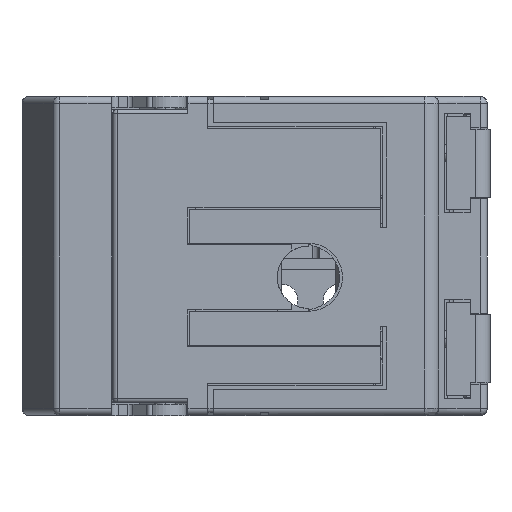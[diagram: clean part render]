
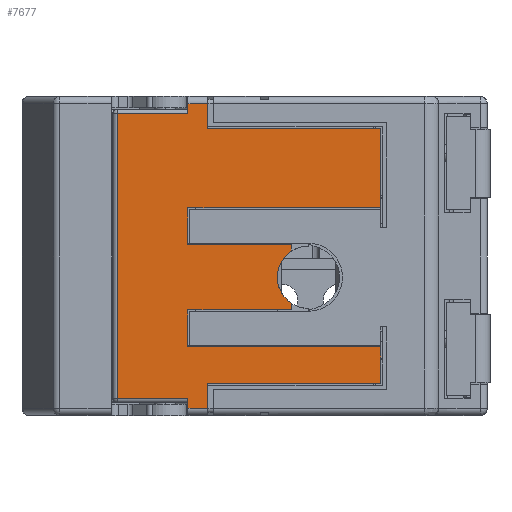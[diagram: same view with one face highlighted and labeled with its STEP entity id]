
A CAD part, left-side view. The second image highlights one B-rep face of the part: STEP entity #7677.
In plain terms, the highlighted planar face has unit normal (-1, 0, 0).
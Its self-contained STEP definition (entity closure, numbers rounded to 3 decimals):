
#3667=FACE_OUTER_BOUND('',#13028,.T.);
#4973=CIRCLE('',#57616,2.2);
#7677=ADVANCED_FACE('',(#3667),#9759,.T.);
#9759=PLANE('',#57891);
#13028=EDGE_LOOP('',(#26521,#26522,#26523,#26524,#26525,#26526,#26527,#26528,
#26529,#26530,#26531,#26532,#26533,#26534,#26535,#26536,#26537,#26538,#26539,
#26540,#26541,#26542));
#26521=ORIENTED_EDGE('',*,*,#40986,.T.);
#26522=ORIENTED_EDGE('',*,*,#40585,.T.);
#26523=ORIENTED_EDGE('',*,*,#40990,.T.);
#26524=ORIENTED_EDGE('',*,*,#40991,.F.);
#26525=ORIENTED_EDGE('',*,*,#40992,.T.);
#26526=ORIENTED_EDGE('',*,*,#40993,.F.);
#26527=ORIENTED_EDGE('',*,*,#40994,.F.);
#26528=ORIENTED_EDGE('',*,*,#40995,.T.);
#26529=ORIENTED_EDGE('',*,*,#40996,.T.);
#26530=ORIENTED_EDGE('',*,*,#40997,.T.);
#26531=ORIENTED_EDGE('',*,*,#40564,.T.);
#26532=ORIENTED_EDGE('',*,*,#40558,.T.);
#26533=ORIENTED_EDGE('',*,*,#40571,.T.);
#26534=ORIENTED_EDGE('',*,*,#40998,.T.);
#26535=ORIENTED_EDGE('',*,*,#40999,.T.);
#26536=ORIENTED_EDGE('',*,*,#41000,.T.);
#26537=ORIENTED_EDGE('',*,*,#41001,.F.);
#26538=ORIENTED_EDGE('',*,*,#40580,.T.);
#26539=ORIENTED_EDGE('',*,*,#41002,.T.);
#26540=ORIENTED_EDGE('',*,*,#40733,.F.);
#26541=ORIENTED_EDGE('',*,*,#40731,.T.);
#26542=ORIENTED_EDGE('',*,*,#40989,.T.);
#33267=VERTEX_POINT('',#90011);
#33268=VERTEX_POINT('',#90012);
#33271=VERTEX_POINT('',#90022);
#33274=VERTEX_POINT('',#90034);
#33281=VERTEX_POINT('',#90053);
#33282=VERTEX_POINT('',#90055);
#33286=VERTEX_POINT('',#90064);
#33287=VERTEX_POINT('',#90066);
#33382=VERTEX_POINT('',#90357);
#33385=VERTEX_POINT('',#90363);
#33387=VERTEX_POINT('',#90369);
#33538=VERTEX_POINT('',#90950);
#33539=VERTEX_POINT('',#90958);
#33540=VERTEX_POINT('',#90960);
#33541=VERTEX_POINT('',#90962);
#33542=VERTEX_POINT('',#90964);
#33543=VERTEX_POINT('',#90966);
#33544=VERTEX_POINT('',#90968);
#33545=VERTEX_POINT('',#90970);
#33546=VERTEX_POINT('',#90973);
#33547=VERTEX_POINT('',#90975);
#33548=VERTEX_POINT('',#90977);
#40558=EDGE_CURVE('',#33267,#33268,#4973,.T.);
#40564=EDGE_CURVE('',#33271,#33267,#47063,.T.);
#40571=EDGE_CURVE('',#33268,#33274,#47070,.T.);
#40580=EDGE_CURVE('',#33282,#33281,#47079,.T.);
#40585=EDGE_CURVE('',#33287,#33286,#47083,.T.);
#40731=EDGE_CURVE('',#33382,#33385,#47176,.T.);
#40733=EDGE_CURVE('',#33382,#33387,#47178,.T.);
#40986=EDGE_CURVE('',#33538,#33287,#47367,.T.);
#40989=EDGE_CURVE('',#33385,#33538,#47368,.T.);
#40990=EDGE_CURVE('',#33286,#33539,#47369,.T.);
#40991=EDGE_CURVE('',#33540,#33539,#47370,.T.);
#40992=EDGE_CURVE('',#33540,#33541,#47371,.T.);
#40993=EDGE_CURVE('',#33542,#33541,#47372,.T.);
#40994=EDGE_CURVE('',#33543,#33542,#47373,.T.);
#40995=EDGE_CURVE('',#33543,#33544,#47374,.T.);
#40996=EDGE_CURVE('',#33544,#33545,#47375,.T.);
#40997=EDGE_CURVE('',#33545,#33271,#47376,.T.);
#40998=EDGE_CURVE('',#33274,#33546,#47377,.T.);
#40999=EDGE_CURVE('',#33546,#33547,#47378,.T.);
#41000=EDGE_CURVE('',#33547,#33548,#47379,.T.);
#41001=EDGE_CURVE('',#33282,#33548,#47380,.T.);
#41002=EDGE_CURVE('',#33281,#33387,#47381,.T.);
#47063=LINE('',#90021,#53376);
#47070=LINE('',#90035,#53383);
#47079=LINE('',#90054,#53392);
#47083=LINE('',#90065,#53396);
#47176=LINE('',#90364,#53489);
#47178=LINE('',#90368,#53491);
#47367=LINE('',#90949,#53680);
#47368=LINE('',#90955,#53681);
#47369=LINE('',#90957,#53682);
#47370=LINE('',#90959,#53683);
#47371=LINE('',#90961,#53684);
#47372=LINE('',#90963,#53685);
#47373=LINE('',#90965,#53686);
#47374=LINE('',#90967,#53687);
#47375=LINE('',#90969,#53688);
#47376=LINE('',#90971,#53689);
#47377=LINE('',#90972,#53690);
#47378=LINE('',#90974,#53691);
#47379=LINE('',#90976,#53692);
#47380=LINE('',#90978,#53693);
#47381=LINE('',#90979,#53694);
#53376=VECTOR('',#70354,1.);
#53383=VECTOR('',#70367,1.);
#53392=VECTOR('',#70382,1.);
#53396=VECTOR('',#70390,1.);
#53489=VECTOR('',#70697,1.);
#53491=VECTOR('',#70701,1.);
#53680=VECTOR('',#71188,1.);
#53681=VECTOR('',#71197,1.);
#53682=VECTOR('',#71200,1.);
#53683=VECTOR('',#71201,1.);
#53684=VECTOR('',#71202,1.);
#53685=VECTOR('',#71203,1.);
#53686=VECTOR('',#71204,1.);
#53687=VECTOR('',#71205,1.);
#53688=VECTOR('',#71206,1.);
#53689=VECTOR('',#71207,1.);
#53690=VECTOR('',#71208,1.);
#53691=VECTOR('',#71209,1.);
#53692=VECTOR('',#71210,1.);
#53693=VECTOR('',#71211,1.);
#53694=VECTOR('',#71212,1.);
#57616=AXIS2_PLACEMENT_3D('',#90010,#70342,#70343);
#57891=AXIS2_PLACEMENT_3D('',#90980,#71213,#71214);
#70342=DIRECTION('',(1.,0.,0.));
#70343=DIRECTION('',(0.,0.545,-0.838));
#70354=DIRECTION('',(0.,0.,1.));
#70367=DIRECTION('',(0.,0.,1.));
#70382=DIRECTION('',(0.,1.,0.));
#70390=DIRECTION('',(0.,-1.,0.));
#70697=DIRECTION('',(0.,0.,-1.));
#70701=DIRECTION('',(0.,-1.,0.));
#71188=DIRECTION('',(0.,0.,-1.));
#71197=DIRECTION('',(0.,1.,0.));
#71200=DIRECTION('',(0.,0.,-1.));
#71201=DIRECTION('',(0.,1.,0.));
#71202=DIRECTION('',(0.,0.,1.));
#71203=DIRECTION('',(0.,1.,0.));
#71204=DIRECTION('',(0.,0.,-1.));
#71205=DIRECTION('',(0.,1.,0.));
#71206=DIRECTION('',(0.,0.,1.));
#71207=DIRECTION('',(0.,-1.,0.));
#71208=DIRECTION('',(0.,1.,0.));
#71209=DIRECTION('',(0.,0.,1.));
#71210=DIRECTION('',(0.,-1.,0.));
#71211=DIRECTION('',(0.,0.,-1.));
#71212=DIRECTION('',(0.,0.,1.));
#71213=DIRECTION('',(-1.,0.,0.));
#71214=DIRECTION('',(0.,1.,0.));
#90010=CARTESIAN_POINT('',(-35.,-12.,-1.5));
#90011=CARTESIAN_POINT('',(-35.,-10.8,-3.344));
#90012=CARTESIAN_POINT('',(-35.,-10.8,0.344));
#90021=CARTESIAN_POINT('',(-35.,-10.8,-3.8));
#90022=CARTESIAN_POINT('',(-35.,-10.8,-3.8));
#90034=CARTESIAN_POINT('',(-35.,-10.8,0.8));
#90035=CARTESIAN_POINT('',(-35.,-10.8,0.344));
#90053=CARTESIAN_POINT('',(-35.,-4.9,9.));
#90054=CARTESIAN_POINT('',(-35.,-17.1,9.));
#90055=CARTESIAN_POINT('',(-35.,-17.1,9.));
#90064=CARTESIAN_POINT('',(-35.,-3.5,-10.05));
#90065=CARTESIAN_POINT('',(-35.,1.5,-10.05));
#90066=CARTESIAN_POINT('',(-35.,1.5,-10.05));
#90357=CARTESIAN_POINT('',(-35.,-3.5,10.75));
#90363=CARTESIAN_POINT('',(-35.,-3.5,10.05));
#90364=CARTESIAN_POINT('',(-35.,-3.5,10.75));
#90368=CARTESIAN_POINT('',(-35.,-3.5,10.75));
#90369=CARTESIAN_POINT('',(-35.,-4.9,10.75));
#90949=CARTESIAN_POINT('',(-35.,1.5,10.05));
#90950=CARTESIAN_POINT('',(-35.,1.5,10.05));
#90955=CARTESIAN_POINT('',(-35.,-3.5,10.05));
#90957=CARTESIAN_POINT('',(-35.,-3.5,-10.05));
#90958=CARTESIAN_POINT('',(-35.,-3.5,-10.75));
#90959=CARTESIAN_POINT('',(-35.,-4.9,-10.75));
#90960=CARTESIAN_POINT('',(-35.,-4.9,-10.75));
#90961=CARTESIAN_POINT('',(-35.,-4.9,-10.75));
#90962=CARTESIAN_POINT('',(-35.,-4.9,-9.));
#90963=CARTESIAN_POINT('',(-35.,-17.1,-9.));
#90964=CARTESIAN_POINT('',(-35.,-17.1,-9.));
#90965=CARTESIAN_POINT('',(-35.,-17.1,-6.4));
#90966=CARTESIAN_POINT('',(-35.,-17.1,-6.4));
#90967=CARTESIAN_POINT('',(-35.,-17.1,-6.4));
#90968=CARTESIAN_POINT('',(-35.,-3.5,-6.4));
#90969=CARTESIAN_POINT('',(-35.,-3.5,-6.4));
#90970=CARTESIAN_POINT('',(-35.,-3.5,-3.8));
#90971=CARTESIAN_POINT('',(-35.,-3.5,-3.8));
#90972=CARTESIAN_POINT('',(-35.,-10.8,0.8));
#90973=CARTESIAN_POINT('',(-35.,-3.5,0.8));
#90974=CARTESIAN_POINT('',(-35.,-3.5,0.8));
#90975=CARTESIAN_POINT('',(-35.,-3.5,3.4));
#90976=CARTESIAN_POINT('',(-35.,-3.5,3.4));
#90977=CARTESIAN_POINT('',(-35.,-17.1,3.4));
#90978=CARTESIAN_POINT('',(-35.,-17.1,9.));
#90979=CARTESIAN_POINT('',(-35.,-4.9,9.));
#90980=CARTESIAN_POINT('',(-35.,1.8,-11.25));
